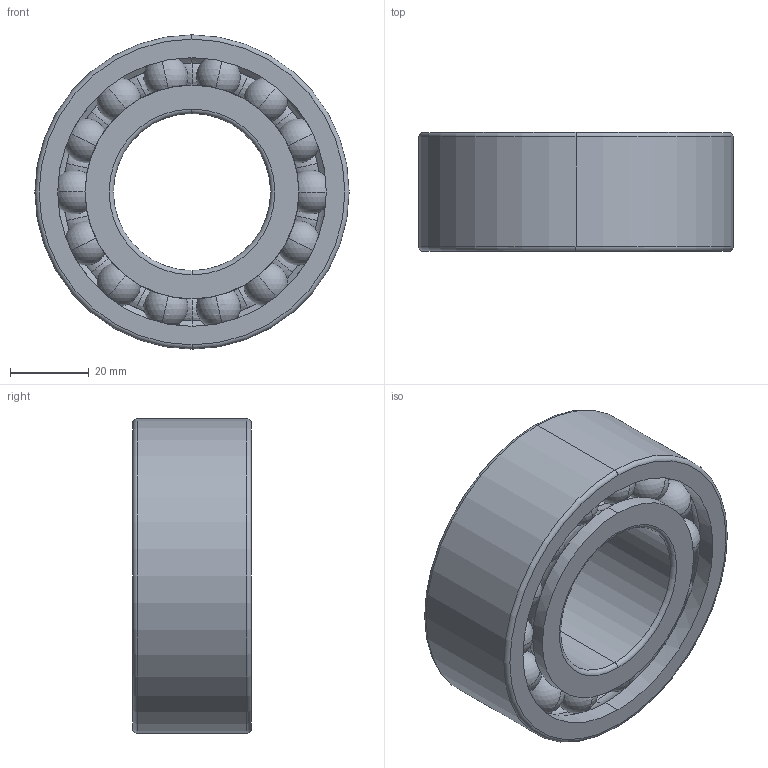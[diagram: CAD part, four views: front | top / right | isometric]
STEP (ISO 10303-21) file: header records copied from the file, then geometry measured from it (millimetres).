
FILE_DESCRIPTION(('starvars output'),'2;1');
FILE_NAME('5208_3D.stp','14:54:27 2020/09/29',( 'Thomas Industrial Network Germany GmbH'),( 'Thomas Industrial Network Germany GmbH'),'unknown preprocess','ACIS' ,'unknown authorization');
FILE_SCHEMA(('AUTOMOTIVE_DESIGN_CC2 {UNKNOWN IMPLEMENTATION LEVEL}'));
Length unit declared in the file: millimetre
Products named in the file (1): PRODUCT_ID_1
Bounding box: 80 x 30.2 x 80 mm (x, y, z)
Volume: 85513.2 mm3; surface area: 39605.4 mm2
Topology: 30 solids, 30 shells, 204 faces, 628 edges, 424 vertices
Faces by surface type: torus 128, sphere 56, cylinder 16, plane 4
Entity records: 7109 total; most frequent: ORIENTED_EDGE 1032, DIRECTION 864, CARTESIAN_POINT 812, EDGE_CURVE 516, AXIS2_PLACEMENT_3D 424, CIRCLE 376, VERTEX_POINT 372, STYLED_ITEM 234
